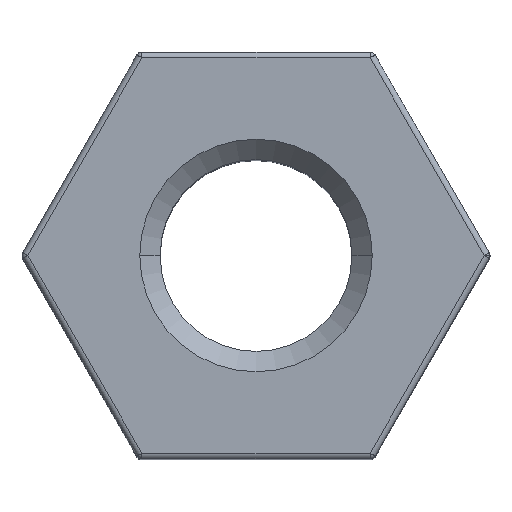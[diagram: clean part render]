
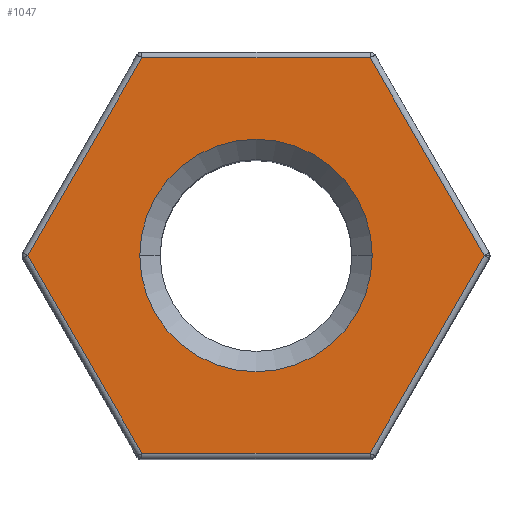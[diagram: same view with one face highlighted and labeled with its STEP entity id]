
A CAD part, top view. The second image highlights one B-rep face of the part: STEP entity #1047.
In plain terms, the highlighted planar face has unit normal (0, 0, 1).
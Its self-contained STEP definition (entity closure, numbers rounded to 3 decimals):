
#15 = ORIENTED_EDGE ( 'NONE', *, *, #1171, .T. ) ;
#18 = ORIENTED_EDGE ( 'NONE', *, *, #1183, .T. ) ;
#28 = CIRCLE ( 'NONE', #521, 2. ) ;
#31 = ORIENTED_EDGE ( 'NONE', *, *, #1189, .T. ) ;
#33 = VERTEX_POINT ( 'NONE', #1146 ) ;
#36 = ORIENTED_EDGE ( 'NONE', *, *, #1195, .T. ) ;
#39 = EDGE_CURVE ( 'NONE', #946, #33, #1110, .T. ) ;
#55 = ORIENTED_EDGE ( 'NONE', *, *, #1076, .T. ) ;
#68 = ORIENTED_EDGE ( 'NONE', *, *, #39, .T. ) ;
#81 = VERTEX_POINT ( 'NONE', #890 ) ;
#89 = CARTESIAN_POINT ( 'NONE',  ( 3.955, 0.05, 10. ) ) ;
#133 = DIRECTION ( 'NONE',  ( 1., 0., 0. ) ) ;
#257 = PLANE ( 'NONE',  #562 ) ;
#292 = VECTOR ( 'NONE', #331, 1000. ) ;
#325 = DIRECTION ( 'NONE',  ( -1., 0., 0. ) ) ;
#331 = DIRECTION ( 'NONE',  ( 0.5, -0.866, 0. ) ) ;
#338 = DIRECTION ( 'NONE',  ( -0.5, 0.866, 0. ) ) ;
#386 = CARTESIAN_POINT ( 'NONE',  ( 0., 0., 10. ) ) ;
#409 = FACE_BOUND ( 'NONE', #577, .T. ) ;
#421 = ORIENTED_EDGE ( 'NONE', *, *, #1165, .T. ) ;
#460 = CARTESIAN_POINT ( 'NONE',  ( -3.926, 0., 10. ) ) ;
#486 = DIRECTION ( 'NONE',  ( 1., 0., 0. ) ) ;
#503 = VECTOR ( 'NONE', #1238, 1000. ) ;
#521 = AXIS2_PLACEMENT_3D ( 'NONE', #386, #1041, #486 ) ;
#522 = CARTESIAN_POINT ( 'NONE',  ( -2.021, 3.4, 10. ) ) ;
#533 = LINE ( 'NONE', #922, #292 ) ;
#556 = CARTESIAN_POINT ( 'NONE',  ( -1.963, -3.4, 10. ) ) ;
#562 = AXIS2_PLACEMENT_3D ( 'NONE', #1107, #786, #133 ) ;
#577 = EDGE_LOOP ( 'NONE', ( #55, #68 ) ) ;
#607 = LINE ( 'NONE', #522, #1241 ) ;
#662 = VERTEX_POINT ( 'NONE', #1010 ) ;
#691 = VERTEX_POINT ( 'NONE', #1256 ) ;
#706 = ORIENTED_EDGE ( 'NONE', *, *, #1168, .T. ) ;
#722 = VERTEX_POINT ( 'NONE', #556 ) ;
#743 = CARTESIAN_POINT ( 'NONE',  ( 2.021, -3.4, 10. ) ) ;
#783 = VECTOR ( 'NONE', #338, 1000. ) ;
#786 = DIRECTION ( 'NONE',  ( 0., 0., 1. ) ) ;
#790 = VERTEX_POINT ( 'NONE', #460 ) ;
#795 = CARTESIAN_POINT ( 'NONE',  ( 1.963, 3.4, 10. ) ) ;
#815 = VECTOR ( 'NONE', #1077, 1000. ) ;
#844 = LINE ( 'NONE', #1149, #815 ) ;
#890 = CARTESIAN_POINT ( 'NONE',  ( 3.926, 0., 10. ) ) ;
#922 = CARTESIAN_POINT ( 'NONE',  ( -1.934, -3.45, 10. ) ) ;
#926 = CARTESIAN_POINT ( 'NONE',  ( 1.934, 3.45, 10. ) ) ;
#946 = VERTEX_POINT ( 'NONE', #1261 ) ;
#983 = LINE ( 'NONE', #926, #783 ) ;
#997 = AXIS2_PLACEMENT_3D ( 'NONE', #1031, #1019, #1014 ) ;
#1010 = CARTESIAN_POINT ( 'NONE',  ( 1.963, -3.4, 10. ) ) ;
#1014 = DIRECTION ( 'NONE',  ( 1., 0., 0. ) ) ;
#1019 = DIRECTION ( 'NONE',  ( 0., 0., -1. ) ) ;
#1027 = EDGE_LOOP ( 'NONE', ( #421, #706, #15, #18, #31, #36 ) ) ;
#1028 = LINE ( 'NONE', #743, #503 ) ;
#1031 = CARTESIAN_POINT ( 'NONE',  ( 0., 0., 10. ) ) ;
#1041 = DIRECTION ( 'NONE',  ( 0., 0., -1. ) ) ;
#1047 = ADVANCED_FACE ( 'NONE', ( #1135, #409 ), #257, .T. ) ;
#1074 = VERTEX_POINT ( 'NONE', #795 ) ;
#1076 = EDGE_CURVE ( 'NONE', #33, #946, #28, .T. ) ;
#1077 = DIRECTION ( 'NONE',  ( -0.5, -0.866, 0. ) ) ;
#1079 = DIRECTION ( 'NONE',  ( 0.5, 0.866, 0. ) ) ;
#1107 = CARTESIAN_POINT ( 'NONE',  ( 4.041, 0., 10. ) ) ;
#1110 = CIRCLE ( 'NONE', #997, 2. ) ;
#1135 = FACE_OUTER_BOUND ( 'NONE', #1027, .T. ) ;
#1146 = CARTESIAN_POINT ( 'NONE',  ( 2., 0., 10. ) ) ;
#1149 = CARTESIAN_POINT ( 'NONE',  ( -3.955, -0.05, 10. ) ) ;
#1165 = EDGE_CURVE ( 'NONE', #1074, #691, #607, .T. ) ;
#1168 = EDGE_CURVE ( 'NONE', #691, #790, #844, .T. ) ;
#1171 = EDGE_CURVE ( 'NONE', #790, #722, #533, .T. ) ;
#1183 = EDGE_CURVE ( 'NONE', #722, #662, #1028, .T. ) ;
#1189 = EDGE_CURVE ( 'NONE', #662, #81, #1221, .T. ) ;
#1192 = VECTOR ( 'NONE', #1079, 1000. ) ;
#1195 = EDGE_CURVE ( 'NONE', #81, #1074, #983, .T. ) ;
#1221 = LINE ( 'NONE', #89, #1192 ) ;
#1238 = DIRECTION ( 'NONE',  ( 1., 0., 0. ) ) ;
#1241 = VECTOR ( 'NONE', #325, 1000. ) ;
#1256 = CARTESIAN_POINT ( 'NONE',  ( -1.963, 3.4, 10. ) ) ;
#1261 = CARTESIAN_POINT ( 'NONE',  ( -2., 0., 10. ) ) ;
